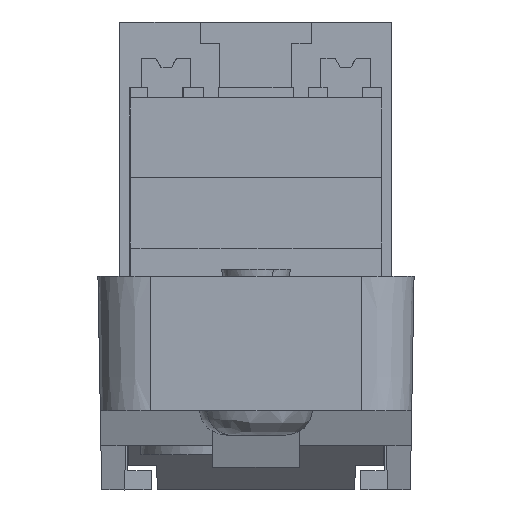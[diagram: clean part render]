
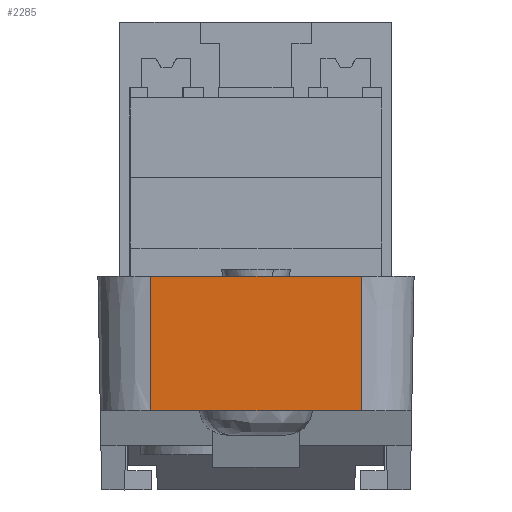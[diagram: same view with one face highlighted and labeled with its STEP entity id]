
A CAD part, front view. The second image highlights one B-rep face of the part: STEP entity #2285.
In plain terms, the highlighted planar face has unit normal (0, -1, -0.018).
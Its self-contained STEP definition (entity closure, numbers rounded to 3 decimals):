
#2249=AXIS2_PLACEMENT_3D('Plane Axis2P3D',#2246,#2247,#2248) ;
#2246=CARTESIAN_POINT('Axis2P3D Location',(17.9,0.,12.1)) ;
#2251=CARTESIAN_POINT('Line Origine',(14.9,0.066,8.3)) ;
#2255=CARTESIAN_POINT('Vertex',(14.9,0.,12.1)) ;
#2257=CARTESIAN_POINT('Vertex',(14.9,0.133,4.5)) ;
#2260=CARTESIAN_POINT('Line Origine',(8.95,0.,12.1)) ;
#2264=CARTESIAN_POINT('Vertex',(3.,0.,12.1)) ;
#2267=CARTESIAN_POINT('Line Origine',(3.,0.066,8.3)) ;
#2271=CARTESIAN_POINT('Vertex',(3.,0.133,4.5)) ;
#2274=CARTESIAN_POINT('Line Origine',(8.95,0.133,4.5)) ;
#2247=DIRECTION('Axis2P3D Direction',(0.,-1.,-0.017)) ;
#2248=DIRECTION('Axis2P3D XDirection',(0.,0.017,-1.)) ;
#2252=DIRECTION('Vector Direction',(0.,0.017,-1.)) ;
#2261=DIRECTION('Vector Direction',(-1.,0.,0.)) ;
#2268=DIRECTION('Vector Direction',(0.,-0.017,1.)) ;
#2275=DIRECTION('Vector Direction',(-1.,0.,0.)) ;
#2253=VECTOR('Line Direction',#2252,1.) ;
#2262=VECTOR('Line Direction',#2261,1.) ;
#2269=VECTOR('Line Direction',#2268,1.) ;
#2276=VECTOR('Line Direction',#2275,1.) ;
#2280=ORIENTED_EDGE('',*,*,#2259,.F.) ;
#2281=ORIENTED_EDGE('',*,*,#2266,.T.) ;
#2282=ORIENTED_EDGE('',*,*,#2273,.F.) ;
#2283=ORIENTED_EDGE('',*,*,#2278,.F.) ;
#2285=ADVANCED_FACE('NONE',(#2284),#2250,.T.) ;
#2259=EDGE_CURVE('',#2256,#2258,#2254,.T.) ;
#2266=EDGE_CURVE('',#2256,#2265,#2263,.T.) ;
#2273=EDGE_CURVE('',#2272,#2265,#2270,.T.) ;
#2278=EDGE_CURVE('',#2258,#2272,#2277,.T.) ;
#2279=EDGE_LOOP('',(#2280,#2281,#2282,#2283)) ;
#2284=FACE_OUTER_BOUND('',#2279,.T.) ;
#2254=LINE('Line',#2251,#2253) ;
#2263=LINE('Line',#2260,#2262) ;
#2270=LINE('Line',#2267,#2269) ;
#2277=LINE('Line',#2274,#2276) ;
#2250=PLANE('',#2249) ;
#2256=VERTEX_POINT('',#2255) ;
#2258=VERTEX_POINT('',#2257) ;
#2265=VERTEX_POINT('',#2264) ;
#2272=VERTEX_POINT('',#2271) ;
